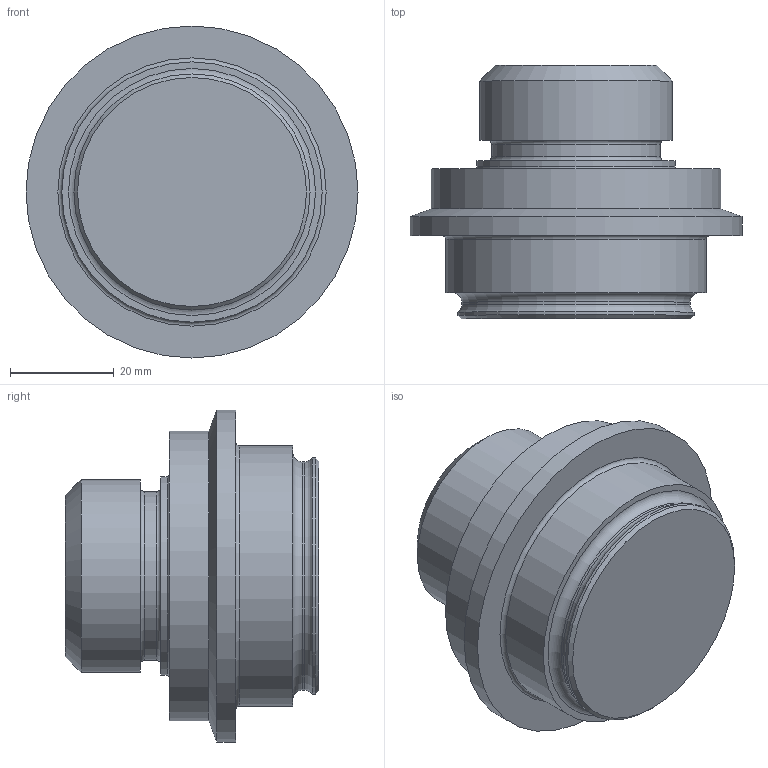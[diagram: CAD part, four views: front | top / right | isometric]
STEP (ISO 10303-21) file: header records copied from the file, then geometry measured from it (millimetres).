
FILE_DESCRIPTION(/* description */ ('STEP AP214'),/* implementation_level */ '2;1');
FILE_NAME(/* name */ '102406 1.0 & 1.STEP',/* time_stamp */ '2021-04-21T12:59:22+05:00',/* author */ ('H7M44K'),/* organization */ (''),/* preprocessor_version */ 'ST-DEVELOPER v18.1',/* originating_system */ 'Autodesk Inventor 2020',/* authorisation */ '');
FILE_SCHEMA (('AUTOMOTIVE_DESIGN { 1 0 10303 214 3 1 1 }'));
Length unit declared in the file: inch
Products named in the file (1): 102406
Bounding box: 63.88 x 48.77 x 63.88 mm (x, y, z)
Volume: 84296.4 mm3; surface area: 13361.3 mm2
Topology: 1 solids, 1 shells, 24 faces, 67 edges, 50 vertices
Faces by surface type: cylinder 8, plane 7, torus 6, cone 3
Full cylindrical faces by diameter (mm): 32.512 x1, 37.135 x1, 38.1 x1, 43.967 x1, 45.441 x1, 50.089 x1, 55.677 x1, 63.881 x1
Entity records: 878 total; most frequent: DIRECTION 173, CARTESIAN_POINT 142, ORIENTED_EDGE 134, AXIS2_PLACEMENT_3D 81, EDGE_CURVE 67, CIRCLE 56, VERTEX_POINT 50, EDGE_LOOP 29
